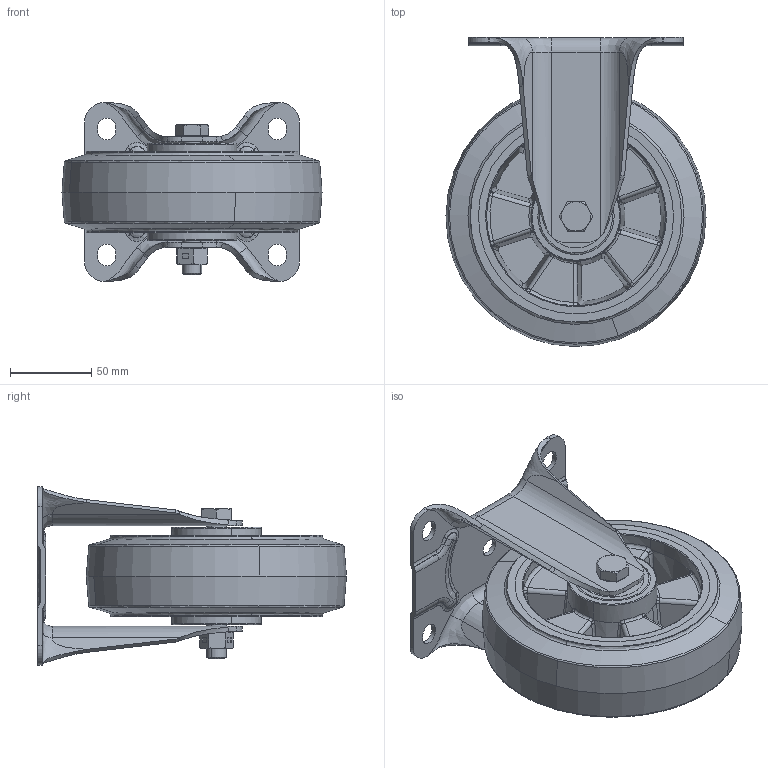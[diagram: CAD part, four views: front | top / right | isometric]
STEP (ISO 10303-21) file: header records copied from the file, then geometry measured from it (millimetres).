
FILE_DESCRIPTION (( 'STEP AP214' ), '1' );
FILE_NAME ('0055827.step', '2023-07-27T09:03:20', ( '' ), ( '' ), 'SwSTEP 2.0', 'SolidWorks 2020', '' );
FILE_SCHEMA (( 'AUTOMOTIVE_DESIGN' ));
Length unit declared in the file: millimetre
Products named in the file (1): 0055827
Bounding box: 159.99 x 190 x 110 mm (x, y, z)
Surface area: 189779.5 mm2 (no closed solid volume)
Topology: 0 solids, 12 shells, 505 faces, 1354 edges, 852 vertices
Faces by surface type: bspline 260, plane 112, cylinder 84, cone 45, torus 4
Entity records: 36116 total; most frequent: CARTESIAN_POINT 20072, ORIENTED_EDGE 2507, DIRECTION 1640, EDGE_CURVE 1354, VERTEX_POINT 852, AXIS2_PLACEMENT_3D 646, EDGE_LOOP 533, UNCERTAINTY_MEASURE_WITH_UNIT 507
